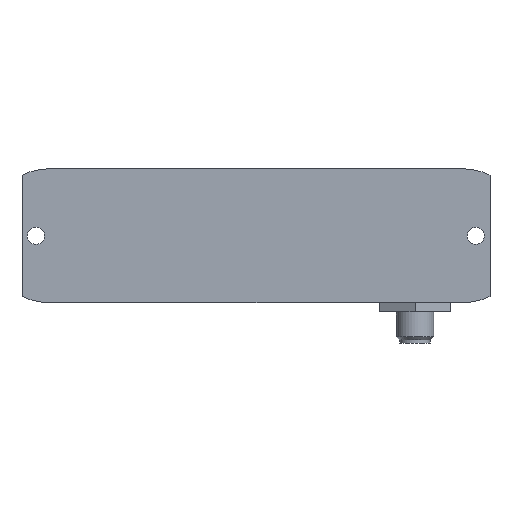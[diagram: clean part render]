
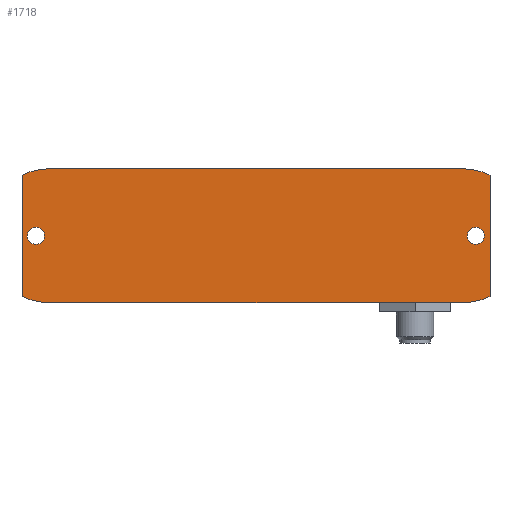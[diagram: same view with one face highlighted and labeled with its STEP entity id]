
A CAD part, front view. The second image highlights one B-rep face of the part: STEP entity #1718.
In plain terms, the highlighted planar face has unit normal (0, -1, 0).
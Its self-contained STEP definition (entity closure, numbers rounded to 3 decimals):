
#129=LINE('',#2627,#271);
#146=LINE('',#2668,#288);
#152=LINE('',#2685,#294);
#153=LINE('',#2690,#295);
#271=VECTOR('',#2091,1000.);
#288=VECTOR('',#2128,1000.);
#294=VECTOR('',#2148,1000.);
#295=VECTOR('',#2153,1000.);
#474=ORIENTED_EDGE('',*,*,#908,.T.);
#475=ORIENTED_EDGE('',*,*,#928,.T.);
#476=ORIENTED_EDGE('',*,*,#930,.F.);
#477=ORIENTED_EDGE('',*,*,#931,.T.);
#478=ORIENTED_EDGE('',*,*,#932,.F.);
#479=ORIENTED_EDGE('',*,*,#901,.T.);
#480=ORIENTED_EDGE('',*,*,#933,.F.);
#481=ORIENTED_EDGE('',*,*,#934,.F.);
#482=ORIENTED_EDGE('',*,*,#935,.F.);
#483=ORIENTED_EDGE('',*,*,#922,.F.);
#901=EDGE_CURVE('',#1135,#1134,#129,.T.);
#908=EDGE_CURVE('',#1136,#1136,#1272,.T.);
#922=EDGE_CURVE('',#1148,#1149,#146,.T.);
#928=EDGE_CURVE('',#1150,#1150,#1276,.T.);
#930=EDGE_CURVE('',#1152,#1148,#1278,.T.);
#931=EDGE_CURVE('',#1152,#1153,#152,.T.);
#932=EDGE_CURVE('',#1135,#1153,#1279,.T.);
#933=EDGE_CURVE('',#1154,#1134,#1280,.T.);
#934=EDGE_CURVE('',#1155,#1154,#153,.T.);
#935=EDGE_CURVE('',#1149,#1155,#1281,.T.);
#1134=VERTEX_POINT('',#2626);
#1135=VERTEX_POINT('',#2628);
#1136=VERTEX_POINT('',#2639);
#1148=VERTEX_POINT('',#2667);
#1149=VERTEX_POINT('',#2669);
#1150=VERTEX_POINT('',#2679);
#1152=VERTEX_POINT('',#2684);
#1153=VERTEX_POINT('',#2686);
#1154=VERTEX_POINT('',#2689);
#1155=VERTEX_POINT('',#2691);
#1272=CIRCLE('',#1852,2.75);
#1276=CIRCLE('',#1862,2.75);
#1278=CIRCLE('',#1865,20.);
#1279=CIRCLE('',#1866,20.);
#1280=CIRCLE('',#1867,20.);
#1281=CIRCLE('',#1868,20.);
#1352=EDGE_LOOP('',(#474));
#1353=EDGE_LOOP('',(#475));
#1354=EDGE_LOOP('',(#476,#477,#478,#479,#480,#481,#482,#483));
#1511=FACE_BOUND('',#1352,.T.);
#1512=FACE_BOUND('',#1353,.T.);
#1513=FACE_BOUND('',#1354,.T.);
#1660=PLANE('',#1864);
#1718=ADVANCED_FACE('',(#1511,#1512,#1513),#1660,.T.);
#1852=AXIS2_PLACEMENT_3D('',#2638,#2104,#2105);
#1862=AXIS2_PLACEMENT_3D('',#2678,#2140,#2141);
#1864=AXIS2_PLACEMENT_3D('',#2682,#2144,#2145);
#1865=AXIS2_PLACEMENT_3D('',#2683,#2146,#2147);
#1866=AXIS2_PLACEMENT_3D('',#2687,#2149,#2150);
#1867=AXIS2_PLACEMENT_3D('',#2688,#2151,#2152);
#1868=AXIS2_PLACEMENT_3D('',#2692,#2154,#2155);
#2091=DIRECTION('',(0.,0.,1.));
#2104=DIRECTION('',(0.,1.,0.));
#2105=DIRECTION('',(1.,0.,0.));
#2128=DIRECTION('',(0.,0.,1.));
#2140=DIRECTION('',(0.,1.,0.));
#2141=DIRECTION('',(1.,0.,0.));
#2144=DIRECTION('',(0.,-1.,0.));
#2145=DIRECTION('',(0.,0.,-1.));
#2146=DIRECTION('',(0.,1.,0.));
#2147=DIRECTION('',(1.,0.,0.));
#2148=DIRECTION('',(1.,0.,0.));
#2149=DIRECTION('',(0.,1.,0.));
#2150=DIRECTION('',(1.,0.,0.));
#2151=DIRECTION('',(0.,1.,0.));
#2152=DIRECTION('',(1.,0.,0.));
#2153=DIRECTION('',(1.,0.,0.));
#2154=DIRECTION('',(0.,1.,0.));
#2155=DIRECTION('',(1.,0.,0.));
#2626=CARTESIAN_POINT('',(100.6,0.,-2.));
#2627=CARTESIAN_POINT('',(100.6,0.,-43.));
#2628=CARTESIAN_POINT('',(100.6,0.,-41.));
#2638=CARTESIAN_POINT('',(96.,0.,-21.5));
#2639=CARTESIAN_POINT('',(98.75,0.,-21.5));
#2667=CARTESIAN_POINT('',(-50.,0.,-41.));
#2668=CARTESIAN_POINT('',(-50.,0.,-43.));
#2669=CARTESIAN_POINT('',(-50.,0.,-2.));
#2678=CARTESIAN_POINT('',(-45.5,0.,-21.5));
#2679=CARTESIAN_POINT('',(-42.75,0.,-21.5));
#2682=CARTESIAN_POINT('',(-50.,0.,-43.));
#2683=CARTESIAN_POINT('',(-41.253,0.,-23.014));
#2684=CARTESIAN_POINT('',(-42.,0.,-43.));
#2685=CARTESIAN_POINT('',(-50.,0.,-43.));
#2686=CARTESIAN_POINT('',(92.6,0.,-43.));
#2687=CARTESIAN_POINT('',(91.853,0.,-23.014));
#2688=CARTESIAN_POINT('',(91.853,0.,-19.986));
#2689=CARTESIAN_POINT('',(92.6,0.,0.));
#2690=CARTESIAN_POINT('',(-50.,0.,0.));
#2691=CARTESIAN_POINT('',(-42.,0.,0.));
#2692=CARTESIAN_POINT('',(-41.253,0.,-19.986));
